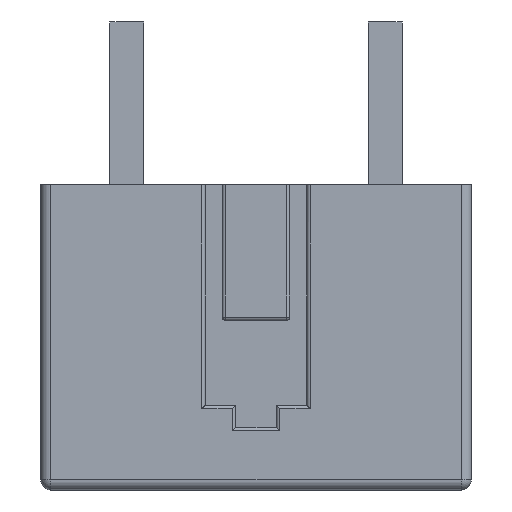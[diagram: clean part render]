
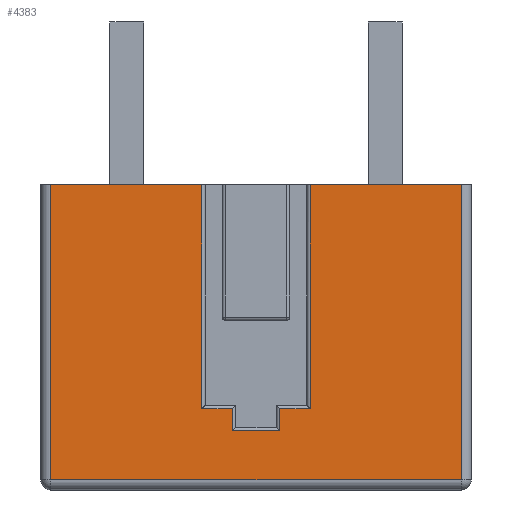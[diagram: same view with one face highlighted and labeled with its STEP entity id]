
A CAD part, left-side view. The second image highlights one B-rep face of the part: STEP entity #4383.
In plain terms, the highlighted planar face has unit normal (-1, 0, 0).
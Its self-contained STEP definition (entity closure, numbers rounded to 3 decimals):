
#308=DIRECTION('',(0.,-1.,0.));
#309=VECTOR('',#308,4.45);
#310=CARTESIAN_POINT('',(-15.5,-1.6,0.));
#311=LINE('',#310,#309);
#360=DIRECTION('',(0.,-1.,0.));
#361=VECTOR('',#360,4.45);
#362=CARTESIAN_POINT('',(-15.5,6.05,0.));
#363=LINE('',#362,#361);
#1444=DIRECTION('',(0.,1.,0.));
#1445=VECTOR('',#1444,12.1);
#1446=CARTESIAN_POINT('',(-15.5,-6.05,-8.7));
#1447=LINE('',#1446,#1445);
#1448=DIRECTION('',(0.,0.,-1.));
#1449=VECTOR('',#1448,8.7);
#1450=CARTESIAN_POINT('',(-15.5,6.05,0.));
#1451=LINE('',#1450,#1449);
#1452=DIRECTION('',(0.,0.,1.));
#1453=VECTOR('',#1452,6.6);
#1454=CARTESIAN_POINT('',(-15.5,1.6,-6.6));
#1455=LINE('',#1454,#1453);
#1456=DIRECTION('',(0.,1.,0.));
#1457=VECTOR('',#1456,0.9);
#1458=CARTESIAN_POINT('',(-15.5,0.7,-6.6));
#1459=LINE('',#1458,#1457);
#1460=DIRECTION('',(0.,0.,1.));
#1461=VECTOR('',#1460,0.65);
#1462=CARTESIAN_POINT('',(-15.5,0.7,-7.25));
#1463=LINE('',#1462,#1461);
#1464=DIRECTION('',(0.,1.,0.));
#1465=VECTOR('',#1464,1.4);
#1466=CARTESIAN_POINT('',(-15.5,-0.7,-7.25));
#1467=LINE('',#1466,#1465);
#1468=DIRECTION('',(0.,0.,-1.));
#1469=VECTOR('',#1468,0.65);
#1470=CARTESIAN_POINT('',(-15.5,-0.7,-6.6));
#1471=LINE('',#1470,#1469);
#1472=DIRECTION('',(0.,1.,0.));
#1473=VECTOR('',#1472,0.9);
#1474=CARTESIAN_POINT('',(-15.5,-1.6,-6.6));
#1475=LINE('',#1474,#1473);
#1476=DIRECTION('',(0.,0.,-1.));
#1477=VECTOR('',#1476,6.6);
#1478=CARTESIAN_POINT('',(-15.5,-1.6,0.));
#1479=LINE('',#1478,#1477);
#1480=DIRECTION('',(0.,0.,-1.));
#1481=VECTOR('',#1480,8.7);
#1482=CARTESIAN_POINT('',(-15.5,-6.05,0.));
#1483=LINE('',#1482,#1481);
#2120=CARTESIAN_POINT('',(-15.5,-6.05,-8.7));
#2121=CARTESIAN_POINT('',(-15.5,6.05,-8.7));
#2122=VERTEX_POINT('',#2120);
#2123=VERTEX_POINT('',#2121);
#2129=CARTESIAN_POINT('',(-15.5,6.05,0.));
#2131=VERTEX_POINT('',#2129);
#2140=CARTESIAN_POINT('',(-15.5,-6.05,0.));
#2142=VERTEX_POINT('',#2140);
#2184=CARTESIAN_POINT('',(-15.5,1.6,0.));
#2185=VERTEX_POINT('',#2184);
#2186=CARTESIAN_POINT('',(-15.5,-1.6,0.));
#2187=VERTEX_POINT('',#2186);
#2212=CARTESIAN_POINT('',(-15.5,1.6,-6.6));
#2213=VERTEX_POINT('',#2212);
#2214=CARTESIAN_POINT('',(-15.5,0.7,-6.6));
#2215=VERTEX_POINT('',#2214);
#2218=CARTESIAN_POINT('',(-15.5,0.7,-7.25));
#2219=VERTEX_POINT('',#2218);
#2222=CARTESIAN_POINT('',(-15.5,-0.7,-7.25));
#2223=VERTEX_POINT('',#2222);
#2226=CARTESIAN_POINT('',(-15.5,-0.7,-6.6));
#2227=VERTEX_POINT('',#2226);
#2230=CARTESIAN_POINT('',(-15.5,-1.6,-6.6));
#2231=VERTEX_POINT('',#2230);
#4355=CARTESIAN_POINT('',(-15.5,6.35,0.));
#4356=DIRECTION('',(-1.,0.,0.));
#4357=DIRECTION('',(0.,-1.,0.));
#4358=AXIS2_PLACEMENT_3D('',#4355,#4356,#4357);
#4359=PLANE('',#4358);
#4360=ORIENTED_EDGE('',*,*,#4345,.T.);
#4362=ORIENTED_EDGE('',*,*,#4361,.F.);
#4363=ORIENTED_EDGE('',*,*,#2471,.T.);
#4365=ORIENTED_EDGE('',*,*,#4364,.F.);
#4367=ORIENTED_EDGE('',*,*,#4366,.F.);
#4369=ORIENTED_EDGE('',*,*,#4368,.F.);
#4371=ORIENTED_EDGE('',*,*,#4370,.F.);
#4373=ORIENTED_EDGE('',*,*,#4372,.F.);
#4375=ORIENTED_EDGE('',*,*,#4374,.F.);
#4377=ORIENTED_EDGE('',*,*,#4376,.F.);
#4378=ORIENTED_EDGE('',*,*,#2447,.T.);
#4380=ORIENTED_EDGE('',*,*,#4379,.T.);
#4381=EDGE_LOOP('',(#4360,#4362,#4363,#4365,#4367,#4369,#4371,#4373,#4375,#4377,
#4378,#4380));
#4382=FACE_OUTER_BOUND('',#4381,.F.);
#4383=ADVANCED_FACE('',(#4382),#4359,.T.);
#2447=EDGE_CURVE('',#2187,#2142,#311,.T.);
#2471=EDGE_CURVE('',#2131,#2185,#363,.T.);
#4345=EDGE_CURVE('',#2122,#2123,#1447,.T.);
#4361=EDGE_CURVE('',#2131,#2123,#1451,.T.);
#4364=EDGE_CURVE('',#2213,#2185,#1455,.T.);
#4366=EDGE_CURVE('',#2215,#2213,#1459,.T.);
#4368=EDGE_CURVE('',#2219,#2215,#1463,.T.);
#4370=EDGE_CURVE('',#2223,#2219,#1467,.T.);
#4372=EDGE_CURVE('',#2227,#2223,#1471,.T.);
#4374=EDGE_CURVE('',#2231,#2227,#1475,.T.);
#4376=EDGE_CURVE('',#2187,#2231,#1479,.T.);
#4379=EDGE_CURVE('',#2142,#2122,#1483,.T.);
